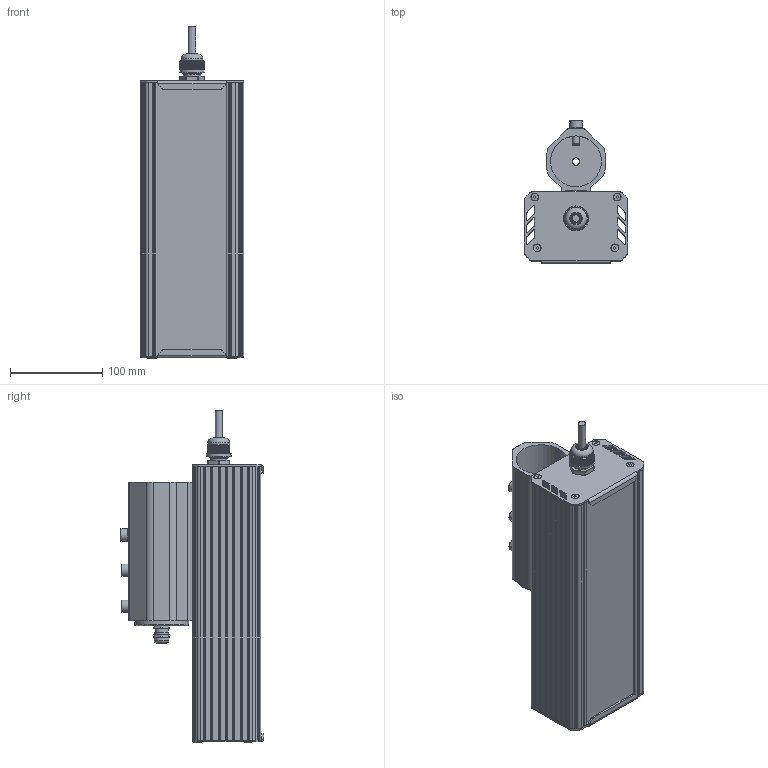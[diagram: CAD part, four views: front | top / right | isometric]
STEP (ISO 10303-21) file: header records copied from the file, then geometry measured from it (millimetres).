
FILE_DESCRIPTION(('STEP AP214'), '1');
FILE_NAME('001.0101.04.000 - ÃÑÓ-Ïðèìà 40', '', ('UNSPECIFIED'), ('UNSPECIFIED'), 'C3D Converter', 'C3D Toolkit', '');
FILE_SCHEMA(('AUTOMOTIVE_DESIGN { 1 0 10303 214 3 1 1}'));
Length unit declared in the file: millimetre
Products named in the file (27): 001.0101.04.000
Assembly tree (51 placements, depth 4):
  001.0101.04.000
    (unnamed)
      (unnamed)
      (unnamed)
      (unnamed)  x4
      (unnamed)
      (unnamed)  x4
      (unnamed)
      (unnamed)
      (unnamed)
      (unnamed)  x4
        (unnamed)
        (unnamed)
        (unnamed)
        (unnamed)
        (unnamed)
        (unnamed)
        (unnamed)
        (unnamed)
        (unnamed)
    (unnamed)
      (unnamed)
      (unnamed)
      (unnamed)
      (unnamed)  x3
    (unnamed)
      (unnamed)
Bounding box: 112.19 x 155.17 x 359.43 mm (x, y, z)
Volume: 765075.4 mm3; surface area: 577158.9 mm2
Topology: 158 solids, 158 shells, 2463 faces, 6365 edges, 4288 vertices
Faces by surface type: plane 1546, cylinder 773, cone 91, bspline 21, torus 20, sphere 12
Full cylindrical faces by diameter (mm): 1 x12, 2 x8, 2.5 x16, 2.8 x100, 3.2 x12, 3.5 x20, 4 x8, 8 x17, 12 x1, 12.5 x1, 13.333 x3, 14 x1, 15 x1, 16 x2, 18.5 x3, 20 x1, 23.5 x1, 27 x1, 55 x1, 58.518 x1
Entity records: 85761 total; most frequent: CARTESIAN_POINT 40108, DIRECTION 8488, ORIENTED_EDGE 8274, EDGE_CURVE 4137, AXIS2_PLACEMENT_3D 3033, VERTEX_POINT 2851, LINE 2422, VECTOR 2422
